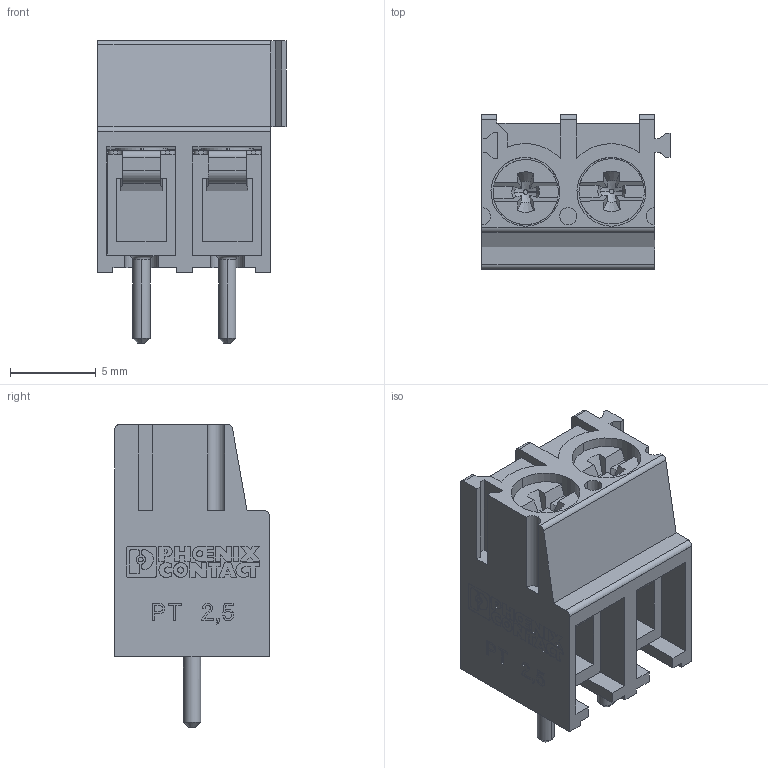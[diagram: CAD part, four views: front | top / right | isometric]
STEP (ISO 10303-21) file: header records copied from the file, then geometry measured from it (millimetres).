
FILE_DESCRIPTION(('STEP AP242'),'1');
FILE_NAME('1935776.stp','2023-06-08T12:00:31',('TraceParts'),('TraceParts S.A.'),'Spatial InterOp 3D',' ',' ');
FILE_SCHEMA(('AP242_MANAGED_MODEL_BASED_3D_ENGINEERING_MIM_LF {1 0 10303 442 1 1 4}'));
Length unit declared in the file: millimetre
Products named in the file (1): 1935776_1
Bounding box: 10.94 x 9 x 17.6 mm (x, y, z)
Volume: 740.8 mm3; surface area: 1834.6 mm2
Topology: 5 solids, 5 shells, 643 faces, 1804 edges, 1196 vertices
Faces by surface type: plane 450, cylinder 128, cone 32, bspline 27, torus 6
Entity records: 37692 total; most frequent: CARTESIAN_POINT 7324, ORIENTED_EDGE 3608, DIRECTION 3208, STYLED_ITEM 2371, PRESENTATION_STYLE_ASSIGNMENT 2371, COLOUR_RGB 2371, EDGE_CURVE 1804, CURVE_STYLE 1723
